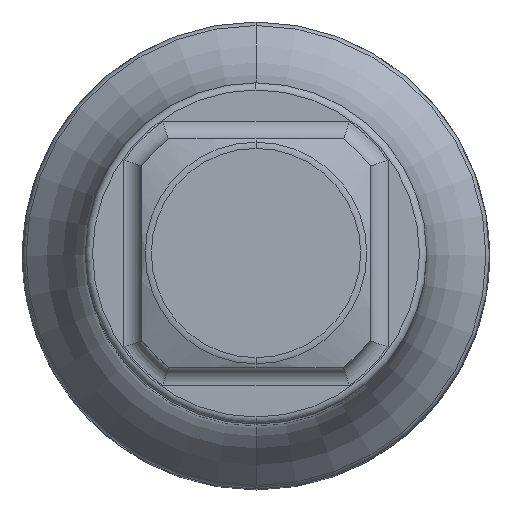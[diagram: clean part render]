
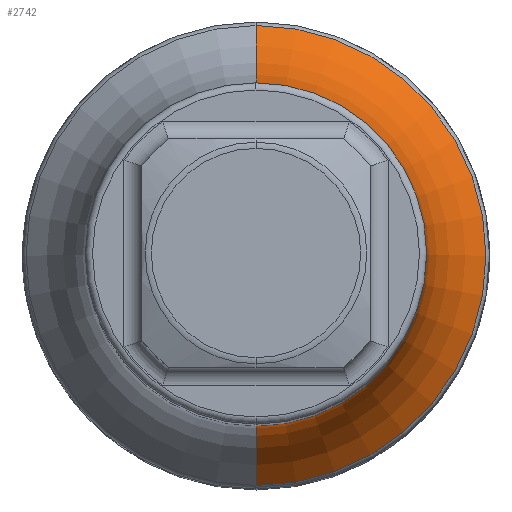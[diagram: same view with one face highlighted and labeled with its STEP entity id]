
A CAD part, top view. The second image highlights one B-rep face of the part: STEP entity #2742.
In plain terms, the highlighted toroidal (fillet/blend) face has major radius 9.75 mm and minor radius 5 mm.
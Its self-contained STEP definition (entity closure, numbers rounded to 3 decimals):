
#1156=CARTESIAN_POINT('',(0.,0.,15.087));
#1157=DIRECTION('',(0.,0.,1.));
#1158=DIRECTION('',(0.,-1.,0.));
#1159=AXIS2_PLACEMENT_3D('',#1156,#1157,#1158);
#1172=CARTESIAN_POINT('',(0.,9.75,18.8));
#1173=DIRECTION('',(-1.,0.,0.));
#1174=DIRECTION('',(0.,-0.67,-0.743));
#1175=AXIS2_PLACEMENT_3D('',#1172,#1173,#1174);
#1180=CARTESIAN_POINT('',(0.,-9.75,18.8));
#1181=DIRECTION('',(1.,0.,0.));
#1182=DIRECTION('',(0.,0.67,-0.743));
#1183=AXIS2_PLACEMENT_3D('',#1180,#1181,#1182);
#1250=CARTESIAN_POINT('',(0.,0.,18.8));
#1251=DIRECTION('',(0.,0.,-1.));
#1252=DIRECTION('',(0.,1.,0.));
#1253=AXIS2_PLACEMENT_3D('',#1250,#1251,#1252);
#1914=CARTESIAN_POINT('',(0.,4.75,18.8));
#1915=CARTESIAN_POINT('',(0.,-4.75,18.8));
#1916=VERTEX_POINT('',#1914);
#1917=VERTEX_POINT('',#1915);
#1918=CARTESIAN_POINT('',(0.,6.401,15.087));
#1919=CARTESIAN_POINT('',(0.,-6.401,15.087));
#1920=VERTEX_POINT('',#1918);
#1921=VERTEX_POINT('',#1919);
#2728=CARTESIAN_POINT('',(0.,0.,18.8));
#2729=DIRECTION('',(0.,0.,-1.));
#2730=DIRECTION('',(0.,-1.,0.));
#2731=AXIS2_PLACEMENT_3D('',#2728,#2729,#2730);
#2732=TOROIDAL_SURFACE('',#2731,9.75,5.);
#2733=ORIENTED_EDGE('',*,*,#2718,.F.);
#2735=ORIENTED_EDGE('',*,*,#2734,.T.);
#2737=ORIENTED_EDGE('',*,*,#2736,.F.);
#2739=ORIENTED_EDGE('',*,*,#2738,.F.);
#2740=EDGE_LOOP('',(#2733,#2735,#2737,#2739));
#2741=FACE_OUTER_BOUND('',#2740,.F.);
#2742=ADVANCED_FACE('',(#2741),#2732,.F.);
#1160=CIRCLE('',#1159,6.401);
#1176=CIRCLE('',#1175,5.);
#1184=CIRCLE('',#1183,5.);
#1254=CIRCLE('',#1253,4.75);
#2718=EDGE_CURVE('',#1921,#1920,#1160,.T.);
#2734=EDGE_CURVE('',#1921,#1917,#1184,.T.);
#2736=EDGE_CURVE('',#1916,#1917,#1254,.T.);
#2738=EDGE_CURVE('',#1920,#1916,#1176,.T.);
